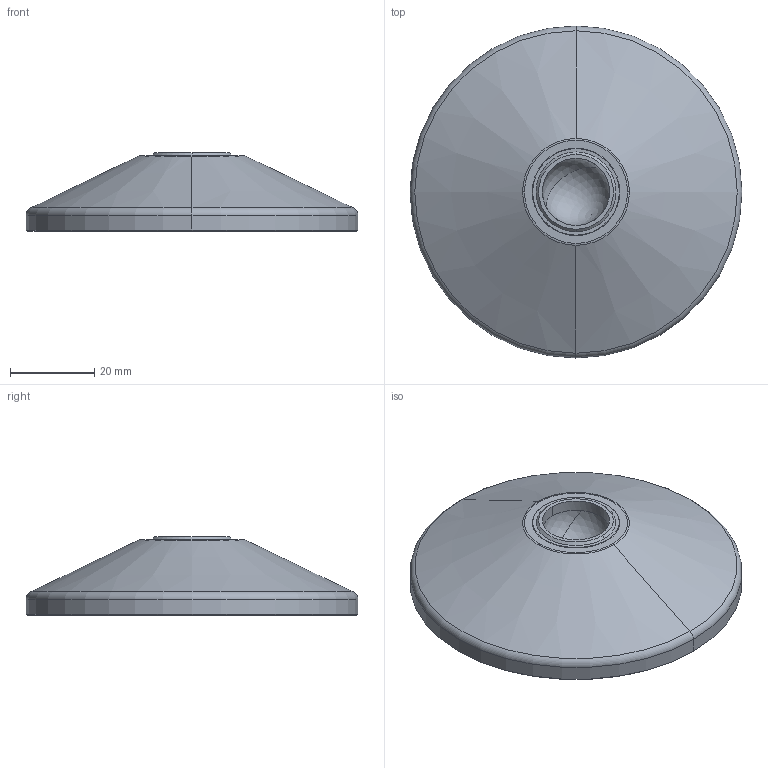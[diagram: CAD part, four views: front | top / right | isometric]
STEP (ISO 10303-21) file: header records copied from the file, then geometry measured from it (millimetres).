
FILE_DESCRIPTION (( 'STEP AP203' ), '1' );
FILE_NAME ('3_842_538_678_Bosch.step', '2024-06-10T08:12:14', ( '' ), ( '' ), 'SwSTEP 2.0', 'SolidWorks 2014', '' );
FILE_SCHEMA (( 'CONFIG_CONTROL_DESIGN' ));
Length unit declared in the file: millimetre
Products named in the file (1): 3_842_538_678_Bosch
Bounding box: 79 x 79 x 18.7 mm (x, y, z)
Volume: 34304.6 mm3; surface area: 15721.5 mm2
Topology: 1 solids, 1 shells, 124 faces, 366 edges, 242 vertices
Faces by surface type: plane 60, cylinder 37, cone 15, sphere 8, torus 4
Entity records: 4093 total; most frequent: CARTESIAN_POINT 724, DIRECTION 722, ORIENTED_EDGE 692, EDGE_CURVE 346, AXIS2_PLACEMENT_3D 263, VERTEX_POINT 229, VECTOR 196, LINE 196
